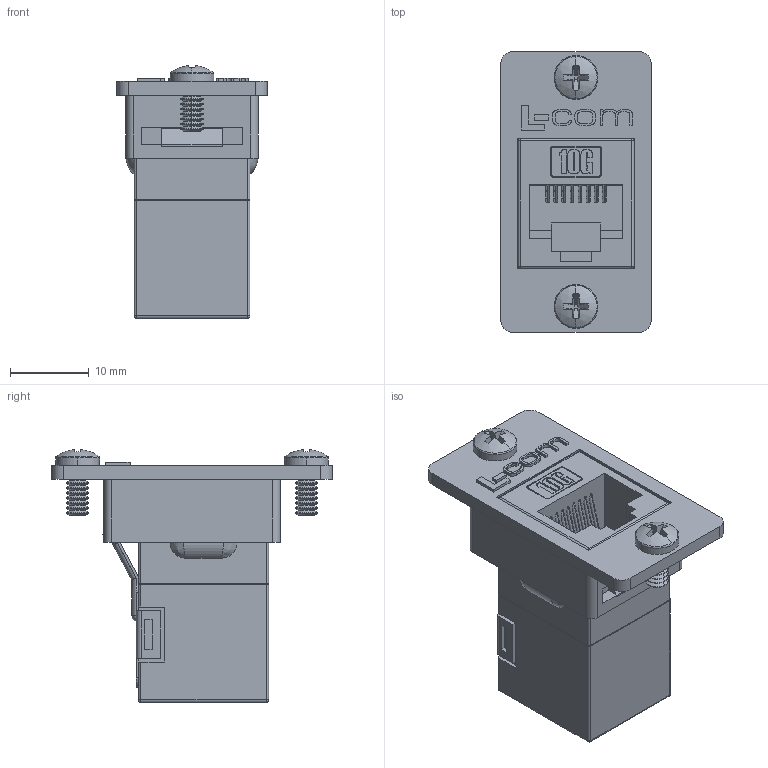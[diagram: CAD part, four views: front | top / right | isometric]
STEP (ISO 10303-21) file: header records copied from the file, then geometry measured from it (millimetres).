
FILE_DESCRIPTION (( 'STEP AP203' ), '1' );
FILE_NAME ('ECF504-SC6A.STEP', '2013-07-12T19:59:03', ( 'x' ), ( '' ), 'SwSTEP 2.0', 'SolidWorks 2012', '' );
FILE_SCHEMA (( 'CONFIG_CONTROL_DESIGN' ));
Length unit declared in the file: inch
Products named in the file (4): 91772A106_default; TDG1026KS-C6A_New Logo - Latch Depressed; ECF-SK_with Global Connectivity logo; ECF504-SC6A
Assembly tree (4 placements, depth 2):
  ECF504-SC6A
    ECF-SK_with Global Connectivity logo
    TDG1026KS-C6A_New Logo - Latch Depressed
    91772A106_default  x2
Bounding box: 19.05 x 35.56 x 32.03 mm (x, y, z)
Volume: 6833.3 mm3; surface area: 6299.5 mm2
Topology: 4 solids, 4 shells, 671 faces, 1813 edges, 1168 vertices
Faces by surface type: plane 348, bspline 118, cylinder 110, cone 76, sphere 12, torus 7
Entity records: 21436 total; most frequent: CARTESIAN_POINT 6520, ORIENTED_EDGE 3202, DIRECTION 2662, EDGE_CURVE 1601, LINE 1098, VECTOR 1098, VERTEX_POINT 1044, AXIS2_PLACEMENT_3D 782
